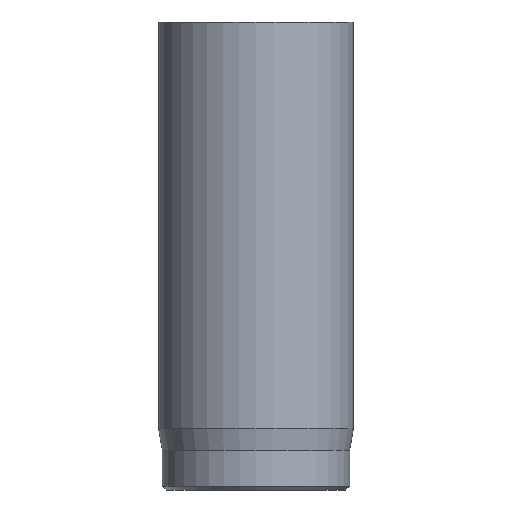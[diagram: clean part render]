
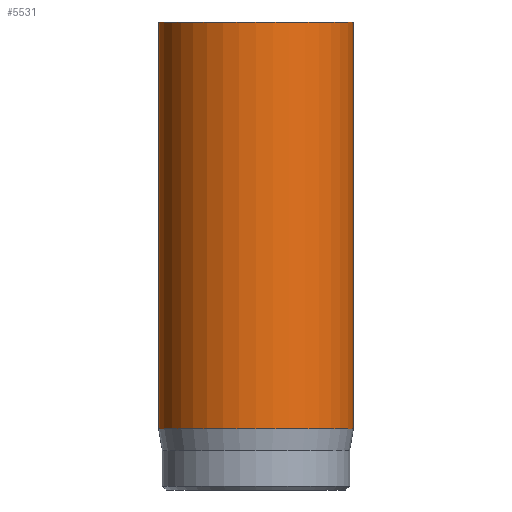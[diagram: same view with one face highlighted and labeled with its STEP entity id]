
A CAD part, front view. The second image highlights one B-rep face of the part: STEP entity #5531.
In plain terms, the highlighted cylindrical face has radius 2.5 mm (diameter 5 mm), a full revolution.
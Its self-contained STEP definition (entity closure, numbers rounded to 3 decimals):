
#31=CYLINDRICAL_SURFACE('',#5731,2.5);
#45=CIRCLE('',#5705,2.5);
#56=CIRCLE('',#5729,2.5);
#57=CIRCLE('',#5730,2.5);
#484=FACE_OUTER_BOUND('',#809,.T.);
#809=EDGE_LOOP('',(#4962,#4963,#4964,#4965,#4966));
#1230=LINE('',#10513,#1657);
#1657=VECTOR('',#6400,2.5);
#2554=VERTEX_POINT('',#10465);
#2566=VERTEX_POINT('',#10507);
#2567=VERTEX_POINT('',#10508);
#3353=EDGE_CURVE('',#2554,#2554,#45,.T.);
#3370=EDGE_CURVE('',#2566,#2567,#56,.T.);
#3371=EDGE_CURVE('',#2567,#2566,#57,.T.);
#3373=EDGE_CURVE('',#2554,#2566,#1230,.T.);
#4962=ORIENTED_EDGE('',*,*,#3353,.T.);
#4963=ORIENTED_EDGE('',*,*,#3373,.T.);
#4964=ORIENTED_EDGE('',*,*,#3370,.T.);
#4965=ORIENTED_EDGE('',*,*,#3371,.T.);
#4966=ORIENTED_EDGE('',*,*,#3373,.F.);
#5531=ADVANCED_FACE('',(#484),#31,.T.);
#5705=AXIS2_PLACEMENT_3D('',#10466,#6339,#6340);
#5729=AXIS2_PLACEMENT_3D('',#10509,#6393,#6394);
#5730=AXIS2_PLACEMENT_3D('',#10510,#6395,#6396);
#5731=AXIS2_PLACEMENT_3D('',#10512,#6398,#6399);
#6339=DIRECTION('center_axis',(0.,0.,-1.));
#6340=DIRECTION('ref_axis',(-1.,0.,0.));
#6393=DIRECTION('center_axis',(0.,0.,1.));
#6394=DIRECTION('ref_axis',(-1.,0.,0.));
#6395=DIRECTION('center_axis',(0.,0.,1.));
#6396=DIRECTION('ref_axis',(-1.,0.,0.));
#6398=DIRECTION('center_axis',(0.,0.,1.));
#6399=DIRECTION('ref_axis',(-1.,0.,0.));
#6400=DIRECTION('',(0.,0.,-1.));
#10465=CARTESIAN_POINT('',(2.5,0.,12.));
#10466=CARTESIAN_POINT('Origin',(0.,0.,12.));
#10507=CARTESIAN_POINT('',(2.5,0.,1.567));
#10508=CARTESIAN_POINT('',(-2.5,0.,1.567));
#10509=CARTESIAN_POINT('Origin',(0.,0.,1.567));
#10510=CARTESIAN_POINT('Origin',(0.,0.,1.567));
#10512=CARTESIAN_POINT('Origin',(0.,0.,0.));
#10513=CARTESIAN_POINT('',(2.5,0.,0.));
